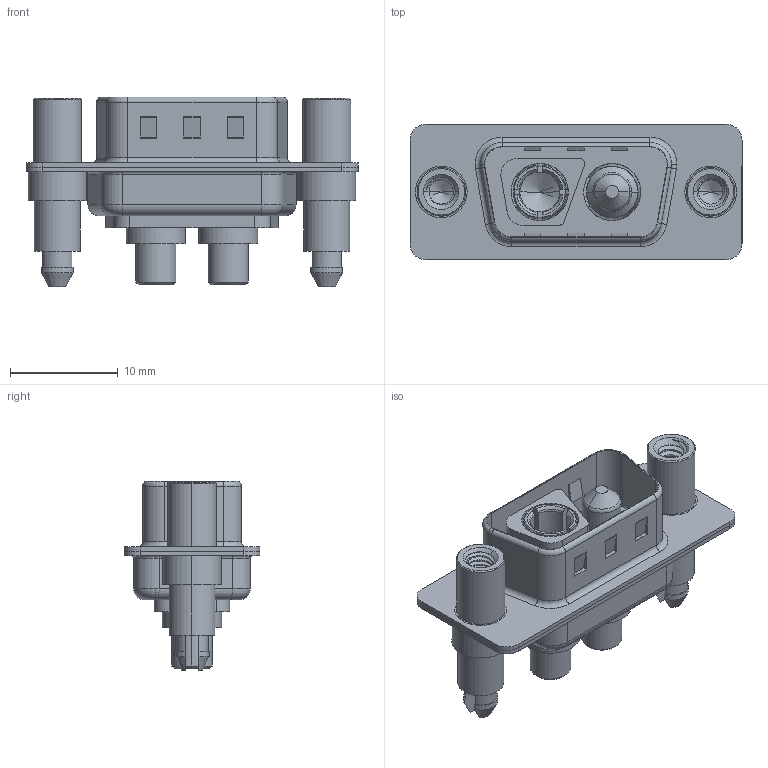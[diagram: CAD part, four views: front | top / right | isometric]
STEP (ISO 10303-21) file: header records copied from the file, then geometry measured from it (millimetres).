
FILE_DESCRIPTION (( 'STEP AP203' ), '1' );
FILE_NAME ('627-2WK2224-4TE.STEP', '2019-05-24T02:16:07', ( '' ), ( '' ), 'SwSTEP 2.0', 'SolidWorks 2016', '' );
FILE_SCHEMA (( 'CONFIG_CONTROL_DESIGN' ));
Length unit declared in the file: millimetre
Products named in the file (8): 627Combo Shell Rear_09 Contacts; 627Combo Shell Front_09 Contacts; 627Combo Threaded Standoff and Boardlock_E; Power Socket_40A S; Power Pin_40A S; 627Combo Threaded Standoff and Boardlock_6; 627-2WK2224-4TE; 627Combo Housing_2WK2
Assembly tree (7 placements, depth 2):
  627-2WK2224-4TE
    627Combo Housing_2WK2
    627Combo Shell Rear_09 Contacts
    627Combo Shell Front_09 Contacts
    627Combo Threaded Standoff and Boardlock_E
    Power Socket_40A S
    Power Pin_40A S
    627Combo Threaded Standoff and Boardlock_6
Bounding box: 30.8 x 12.6 x 17.6 mm (x, y, z)
Volume: 1922.8 mm3; surface area: 4437.5 mm2
Topology: 9 solids, 9 shells, 484 faces, 1202 edges, 758 vertices
Faces by surface type: cylinder 208, plane 169, torus 56, cone 41, bspline 10
Entity records: 17697 total; most frequent: CARTESIAN_POINT 5344, DIRECTION 2486, ORIENTED_EDGE 2384, EDGE_CURVE 1192, AXIS2_PLACEMENT_3D 962, VERTEX_POINT 758, LINE 562, VECTOR 562
